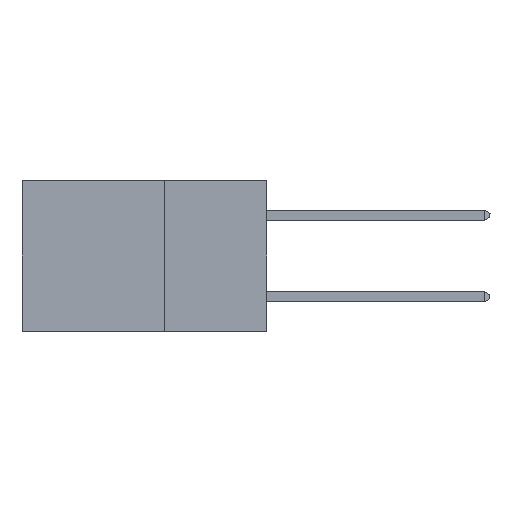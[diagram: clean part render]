
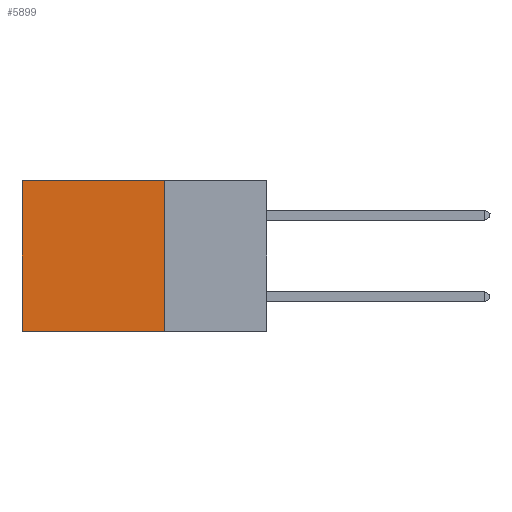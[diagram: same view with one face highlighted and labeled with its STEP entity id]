
A CAD part, left-side view. The second image highlights one B-rep face of the part: STEP entity #5899.
In plain terms, the highlighted planar face has unit normal (-1, 0, 0).
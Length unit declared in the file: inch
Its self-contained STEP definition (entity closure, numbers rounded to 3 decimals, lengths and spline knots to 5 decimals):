
#186 = DIRECTION ( 'NONE',  ( 0., 0., -1. ) ) ;
#418 = AXIS2_PLACEMENT_3D ( 'NONE', #26656, #24492, #14064 ) ;
#1210 = DIRECTION ( 'NONE',  ( 0., 1., 0. ) ) ;
#3204 = CARTESIAN_POINT ( 'NONE',  ( 0.2875, 0.25, 0. ) ) ;
#3693 = CARTESIAN_POINT ( 'NONE',  ( 0.2875, 0.6, 0. ) ) ;
#4459 = VECTOR ( 'NONE', #1210, 39.37008 ) ;
#4710 = VECTOR ( 'NONE', #12835, 39.37008 ) ;
#4770 = CARTESIAN_POINT ( 'NONE',  ( 0.2875, 0.25, 0. ) ) ;
#4912 = CARTESIAN_POINT ( 'NONE',  ( 0.2875, 0.25, -0.37 ) ) ;
#5071 = VERTEX_POINT ( 'NONE', #24582 ) ;
#5132 = CARTESIAN_POINT ( 'NONE',  ( 0.2875, 0.6, 0. ) ) ;
#5899 = ADVANCED_FACE ( 'NONE', ( #16360 ), #11903, .F. ) ;
#8282 = VERTEX_POINT ( 'NONE', #4770 ) ;
#9492 = EDGE_CURVE ( 'NONE', #8282, #18497, #30427, .T. ) ;
#9564 = ORIENTED_EDGE ( 'NONE', *, *, #10799, .F. ) ;
#10799 = EDGE_CURVE ( 'NONE', #8282, #12099, #30431, .T. ) ;
#11903 = PLANE ( 'NONE',  #418 ) ;
#12099 = VERTEX_POINT ( 'NONE', #4912 ) ;
#12835 = DIRECTION ( 'NONE',  ( 0., 0., -1. ) ) ;
#13686 = ORIENTED_EDGE ( 'NONE', *, *, #19967, .F. ) ;
#13814 = CARTESIAN_POINT ( 'NONE',  ( 0.2875, 0.25, -0.37 ) ) ;
#14064 = DIRECTION ( 'NONE',  ( 0., 0., -1. ) ) ;
#15319 = EDGE_LOOP ( 'NONE', ( #17604, #13686, #9564, #18958 ) ) ;
#15424 = LINE ( 'NONE', #5132, #28778 ) ;
#15463 = CARTESIAN_POINT ( 'NONE',  ( 0.2875, 0.25, 0. ) ) ;
#16360 = FACE_OUTER_BOUND ( 'NONE', #15319, .T. ) ;
#17604 = ORIENTED_EDGE ( 'NONE', *, *, #30551, .T. ) ;
#17643 = DIRECTION ( 'NONE',  ( 0., 1., 0. ) ) ;
#18497 = VERTEX_POINT ( 'NONE', #3693 ) ;
#18958 = ORIENTED_EDGE ( 'NONE', *, *, #9492, .T. ) ;
#19967 = EDGE_CURVE ( 'NONE', #12099, #5071, #28916, .T. ) ;
#22157 = VECTOR ( 'NONE', #17643, 39.37008 ) ;
#24492 = DIRECTION ( 'NONE',  ( 1., 0., 0. ) ) ;
#24582 = CARTESIAN_POINT ( 'NONE',  ( 0.2875, 0.6, -0.37 ) ) ;
#26656 = CARTESIAN_POINT ( 'NONE',  ( 0.2875, 0.25, 0. ) ) ;
#28778 = VECTOR ( 'NONE', #186, 39.37008 ) ;
#28916 = LINE ( 'NONE', #13814, #4459 ) ;
#30427 = LINE ( 'NONE', #15463, #22157 ) ;
#30431 = LINE ( 'NONE', #3204, #4710 ) ;
#30551 = EDGE_CURVE ( 'NONE', #18497, #5071, #15424, .T. ) ;
